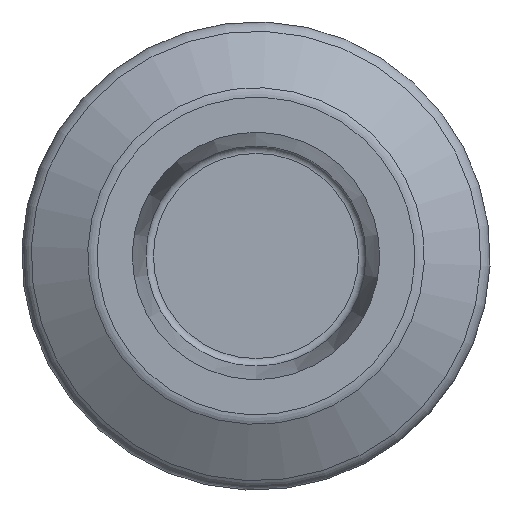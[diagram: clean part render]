
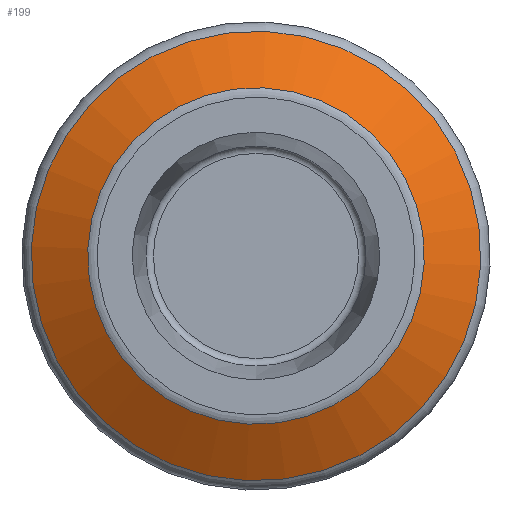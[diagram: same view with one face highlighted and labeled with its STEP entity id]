
A CAD part, left-side view. The second image highlights one B-rep face of the part: STEP entity #199.
In plain terms, the highlighted conical face has half-angle 60 degrees and reference radius 24 mm.
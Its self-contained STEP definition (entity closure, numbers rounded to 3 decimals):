
#55=CONICAL_SURFACE('',#816,24.,60.);
#199=ADVANCED_FACE('',(#297,#298),#55,.T.);
#297=FACE_BOUND('',#380,.T.);
#298=FACE_BOUND('',#381,.T.);
#380=EDGE_LOOP('',(#544));
#381=EDGE_LOOP('',(#545));
#544=ORIENTED_EDGE('',*,*,#696,.F.);
#545=ORIENTED_EDGE('',*,*,#699,.T.);
#614=VERTEX_POINT('',#1937);
#617=VERTEX_POINT('',#1946);
#696=EDGE_CURVE('',#614,#614,#723,.T.);
#699=EDGE_CURVE('',#617,#617,#726,.T.);
#723=CIRCLE('',#809,24.);
#726=CIRCLE('',#815,17.964);
#809=AXIS2_PLACEMENT_3D('',#1936,#989,#990);
#815=AXIS2_PLACEMENT_3D('',#1945,#1001,#1002);
#816=AXIS2_PLACEMENT_3D('',#1947,#1003,#1004);
#989=DIRECTION('',(1.,0.,0.));
#990=DIRECTION('',(0.,-0.382,0.924));
#1001=DIRECTION('',(1.,0.,0.));
#1002=DIRECTION('',(0.,-0.382,0.924));
#1003=DIRECTION('',(1.,0.,0.));
#1004=DIRECTION('',(0.,-0.382,0.924));
#1936=CARTESIAN_POINT('',(-9.247,0.,0.));
#1937=CARTESIAN_POINT('',(-9.247,-9.164,22.181));
#1945=CARTESIAN_POINT('',(-12.732,0.,0.));
#1946=CARTESIAN_POINT('',(-12.732,-6.86,16.603));
#1947=CARTESIAN_POINT('',(-9.247,0.,0.));
